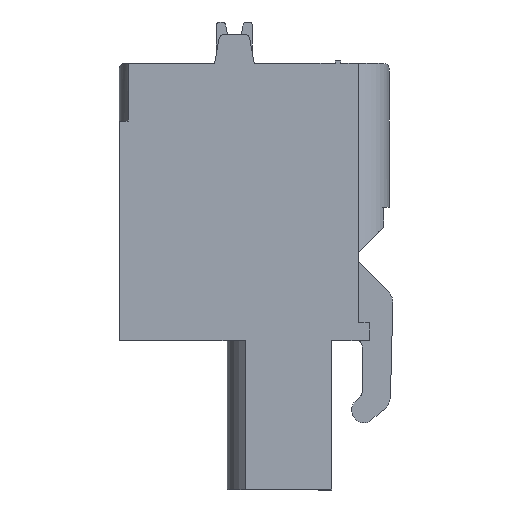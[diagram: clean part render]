
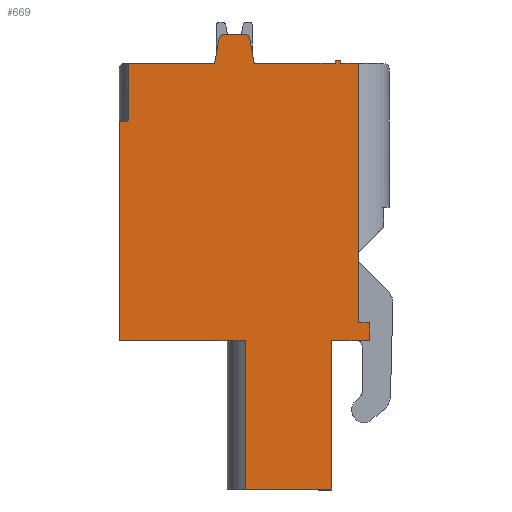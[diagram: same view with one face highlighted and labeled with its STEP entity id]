
A CAD part, left-side view. The second image highlights one B-rep face of the part: STEP entity #669.
In plain terms, the highlighted planar face has unit normal (-1, 0, 0).
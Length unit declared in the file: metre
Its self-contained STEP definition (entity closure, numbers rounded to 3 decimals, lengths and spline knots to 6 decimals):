
#669=ADVANCED_FACE('',(#1609),#1610,.F.);
#1609=FACE_OUTER_BOUND('',#2808,.T.);
#1610=PLANE('',#2809);
#2808=EDGE_LOOP('',(#4905,#4906,#4907,#4908,#4909,#4910,#4911,#4912,#4913,#4914,#4915,#4916,#4917,#4918,#4919,#4920,#4921,#4922,#4923,#4924,#4925,#4926));
#2809=AXIS2_PLACEMENT_3D('',#4927,#4928,#4929);
#4905=ORIENTED_EDGE('',*,*,#7883,.F.);
#4906=ORIENTED_EDGE('',*,*,#7323,.T.);
#4907=ORIENTED_EDGE('',*,*,#7884,.T.);
#4908=ORIENTED_EDGE('',*,*,#7885,.T.);
#4909=ORIENTED_EDGE('',*,*,#7886,.T.);
#4910=ORIENTED_EDGE('',*,*,#7887,.T.);
#4911=ORIENTED_EDGE('',*,*,#7888,.T.);
#4912=ORIENTED_EDGE('',*,*,#7319,.T.);
#4913=ORIENTED_EDGE('',*,*,#7889,.F.);
#4914=ORIENTED_EDGE('',*,*,#7890,.F.);
#4915=ORIENTED_EDGE('',*,*,#7891,.T.);
#4916=ORIENTED_EDGE('',*,*,#7892,.T.);
#4917=ORIENTED_EDGE('',*,*,#7893,.T.);
#4918=ORIENTED_EDGE('',*,*,#7894,.T.);
#4919=ORIENTED_EDGE('',*,*,#7895,.T.);
#4920=ORIENTED_EDGE('',*,*,#7896,.T.);
#4921=ORIENTED_EDGE('',*,*,#7897,.T.);
#4922=ORIENTED_EDGE('',*,*,#7898,.F.);
#4923=ORIENTED_EDGE('',*,*,#7400,.T.);
#4924=ORIENTED_EDGE('',*,*,#7331,.T.);
#4925=ORIENTED_EDGE('',*,*,#7899,.T.);
#4926=ORIENTED_EDGE('',*,*,#7900,.T.);
#4927=CARTESIAN_POINT('',(-0.13176,-0.0888,-0.0215));
#4928=DIRECTION('',(1.0,0.,0.));
#4929=DIRECTION('',(0.0,1.0,0.));
#7319=EDGE_CURVE('',#8841,#8839,#8842,.T.);
#7323=EDGE_CURVE('',#8849,#8847,#8850,.T.);
#7331=EDGE_CURVE('',#8865,#8863,#8866,.T.);
#7400=EDGE_CURVE('',#9000,#8865,#9001,.T.);
#7883=EDGE_CURVE('',#8849,#9722,#9723,.T.);
#7884=EDGE_CURVE('',#8847,#9724,#9725,.T.);
#7885=EDGE_CURVE('',#9724,#9726,#9727,.T.);
#7886=EDGE_CURVE('',#9726,#9728,#9729,.T.);
#7887=EDGE_CURVE('',#9728,#9730,#9731,.T.);
#7888=EDGE_CURVE('',#9730,#8841,#9732,.T.);
#7889=EDGE_CURVE('',#9733,#8839,#9734,.T.);
#7890=EDGE_CURVE('',#9735,#9733,#9736,.T.);
#7891=EDGE_CURVE('',#9735,#9737,#9738,.T.);
#7892=EDGE_CURVE('',#9737,#9739,#9740,.T.);
#7893=EDGE_CURVE('',#9739,#9741,#9742,.T.);
#7894=EDGE_CURVE('',#9741,#9743,#9744,.T.);
#7895=EDGE_CURVE('',#9743,#9745,#9746,.T.);
#7896=EDGE_CURVE('',#9745,#9747,#9748,.T.);
#7897=EDGE_CURVE('',#9747,#9749,#9750,.T.);
#7898=EDGE_CURVE('',#9000,#9749,#9751,.T.);
#7899=EDGE_CURVE('',#8863,#9752,#9753,.T.);
#7900=EDGE_CURVE('',#9752,#9722,#9754,.T.);
#8839=VERTEX_POINT('',#11097);
#8841=VERTEX_POINT('',#11100);
#8842=LINE('',#11101,#11102);
#8847=VERTEX_POINT('',#11109);
#8849=VERTEX_POINT('',#11112);
#8850=LINE('',#11113,#11114);
#8863=VERTEX_POINT('',#11132);
#8865=VERTEX_POINT('',#11135);
#8866=LINE('',#11136,#11137);
#9000=VERTEX_POINT('',#11334);
#9001=LINE('',#11335,#11336);
#9722=VERTEX_POINT('',#12414);
#9723=LINE('',#12415,#12416);
#9724=VERTEX_POINT('',#12417);
#9725=LINE('',#12418,#12419);
#9726=VERTEX_POINT('',#12420);
#9727=CIRCLE('',#12421,0.0003);
#9728=VERTEX_POINT('',#12422);
#9729=LINE('',#12423,#12424);
#9730=VERTEX_POINT('',#12425);
#9731=CIRCLE('',#12426,0.0003);
#9732=LINE('',#12427,#12428);
#9733=VERTEX_POINT('',#12429);
#9734=LINE('',#12430,#12431);
#9735=VERTEX_POINT('',#12432);
#9736=LINE('',#12433,#12434);
#9737=VERTEX_POINT('',#12435);
#9738=LINE('',#12436,#12437);
#9739=VERTEX_POINT('',#12438);
#9740=LINE('',#12439,#12440);
#9741=VERTEX_POINT('',#12441);
#9742=LINE('',#12442,#12443);
#9743=VERTEX_POINT('',#12444);
#9744=LINE('',#12445,#12446);
#9745=VERTEX_POINT('',#12447);
#9746=LINE('',#12448,#12449);
#9747=VERTEX_POINT('',#12450);
#9748=LINE('',#12451,#12452);
#9749=VERTEX_POINT('',#12453);
#9750=LINE('',#12454,#12455);
#9751=LINE('',#12456,#12457);
#9752=VERTEX_POINT('',#12458);
#9753=LINE('',#12459,#12460);
#9754=LINE('',#12461,#12462);
#11097=CARTESIAN_POINT('',(-0.13176,-0.0885,-0.0083));
#11100=CARTESIAN_POINT('',(-0.13176,-0.0933,-0.0083));
#11101=CARTESIAN_POINT('',(-0.13176,-0.0883,-0.0083));
#11102=VECTOR('',#14122,1.0);
#11109=CARTESIAN_POINT('',(-0.13176,-0.0955,-0.0083));
#11112=CARTESIAN_POINT('',(-0.13176,-0.1,-0.0083));
#11113=CARTESIAN_POINT('',(-0.13176,-0.0883,-0.0083));
#11114=VECTOR('',#14126,1.0);
#11132=CARTESIAN_POINT('',(-0.13176,-0.1003,-0.0083));
#11135=CARTESIAN_POINT('',(-0.13176,-0.1013,-0.0083));
#11136=CARTESIAN_POINT('',(-0.13176,-0.0883,-0.0083));
#11137=VECTOR('',#14136,1.0);
#11334=CARTESIAN_POINT('',(-0.13176,-0.1013,-0.0227));
#11335=CARTESIAN_POINT('',(-0.13176,-0.1013,-0.0238));
#11336=VECTOR('',#14207,1.0);
#12414=CARTESIAN_POINT('',(-0.13176,-0.1,-0.00815));
#12415=CARTESIAN_POINT('',(-0.13176,-0.1,-0.0083));
#12416=VECTOR('',#14672,1.0);
#12417=CARTESIAN_POINT('',(-0.13176,-0.095262,-0.006948));
#12418=CARTESIAN_POINT('',(-0.13176,-0.095218,-0.0067));
#12419=VECTOR('',#14673,1.0);
#12420=CARTESIAN_POINT('',(-0.13176,-0.094966,-0.0067));
#12421=AXIS2_PLACEMENT_3D('',#14674,#14675,#14676);
#12422=CARTESIAN_POINT('',(-0.13176,-0.093834,-0.0067));
#12423=CARTESIAN_POINT('',(-0.13176,-0.095178,-0.0067));
#12424=VECTOR('',#14677,1.0);
#12425=CARTESIAN_POINT('',(-0.13176,-0.093538,-0.006948));
#12426=AXIS2_PLACEMENT_3D('',#14678,#14679,#14680);
#12427=CARTESIAN_POINT('',(-0.13176,-0.0933,-0.0083));
#12428=VECTOR('',#14681,1.0);
#12429=CARTESIAN_POINT('',(-0.13176,-0.0885,-0.0115));
#12430=CARTESIAN_POINT('',(-0.13176,-0.0885,-0.0115));
#12431=VECTOR('',#14682,1.0);
#12432=CARTESIAN_POINT('',(-0.13176,-0.088,-0.0115));
#12433=CARTESIAN_POINT('',(-0.13176,-0.0908,-0.0115));
#12434=VECTOR('',#14683,1.0);
#12435=CARTESIAN_POINT('',(-0.13176,-0.088,-0.0237));
#12436=CARTESIAN_POINT('',(-0.13176,-0.088,-0.0238));
#12437=VECTOR('',#14684,1.0);
#12438=CARTESIAN_POINT('',(-0.13176,-0.095,-0.0237));
#12439=CARTESIAN_POINT('',(-0.13176,-0.095,-0.0237));
#12440=VECTOR('',#14685,1.0);
#12441=CARTESIAN_POINT('',(-0.13176,-0.095,-0.032));
#12442=CARTESIAN_POINT('',(-0.13176,-0.095,-0.032));
#12443=VECTOR('',#14686,1.0);
#12444=CARTESIAN_POINT('',(-0.13176,-0.0998,-0.032));
#12445=CARTESIAN_POINT('',(-0.13176,-0.0998,-0.032));
#12446=VECTOR('',#14687,1.0);
#12447=CARTESIAN_POINT('',(-0.13176,-0.0998,-0.0237));
#12448=CARTESIAN_POINT('',(-0.13176,-0.0998,-0.0237));
#12449=VECTOR('',#14688,1.0);
#12450=CARTESIAN_POINT('',(-0.13176,-0.1019,-0.0237));
#12451=CARTESIAN_POINT('',(-0.13176,-0.1007,-0.0237));
#12452=VECTOR('',#14689,1.0);
#12453=CARTESIAN_POINT('',(-0.13176,-0.1019,-0.0227));
#12454=CARTESIAN_POINT('',(-0.13176,-0.1019,-0.0238));
#12455=VECTOR('',#14690,1.0);
#12456=CARTESIAN_POINT('',(-0.13176,-0.1003,-0.0227));
#12457=VECTOR('',#14691,1.0);
#12458=CARTESIAN_POINT('',(-0.13176,-0.1003,-0.00815));
#12459=CARTESIAN_POINT('',(-0.13176,-0.1003,-0.0215));
#12460=VECTOR('',#14692,1.0);
#12461=CARTESIAN_POINT('',(-0.13176,-0.1,-0.00815));
#12462=VECTOR('',#14693,1.0);
#14122=DIRECTION('',(0.,1.0,0.));
#14126=DIRECTION('',(0.,1.0,0.));
#14136=DIRECTION('',(0.,1.0,0.));
#14207=DIRECTION('',(0.,0.,1.0));
#14672=DIRECTION('',(0.,0.0,1.0));
#14673=DIRECTION('',(0.,0.174,0.985));
#14674=CARTESIAN_POINT('',(-0.13176,-0.094966,-0.007));
#14675=DIRECTION('',(-1.0,0.0,0.));
#14676=DIRECTION('',(0.,0.0,-1.0));
#14677=DIRECTION('',(0.0,1.0,0.0));
#14678=CARTESIAN_POINT('',(-0.13176,-0.093834,-0.007));
#14679=DIRECTION('',(-1.0,0.0,0.));
#14680=DIRECTION('',(0.,0.0,-1.0));
#14681=DIRECTION('',(0.,0.174,-0.985));
#14682=DIRECTION('',(0.,0.0,1.0));
#14683=DIRECTION('',(0.,-1.0,0.));
#14684=DIRECTION('',(0.,0.,-1.0));
#14685=DIRECTION('',(0.0,-1.0,0.0));
#14686=DIRECTION('',(0.0,0.,-1.0));
#14687=DIRECTION('',(0.0,-1.0,0.));
#14688=DIRECTION('',(0.0,0.0,1.0));
#14689=DIRECTION('',(0.0,-1.0,0.0));
#14690=DIRECTION('',(0.,0.,1.0));
#14691=DIRECTION('',(0.,-1.0,0.));
#14692=DIRECTION('',(0.,0.0,1.0));
#14693=DIRECTION('',(0.0,1.0,0.0));
